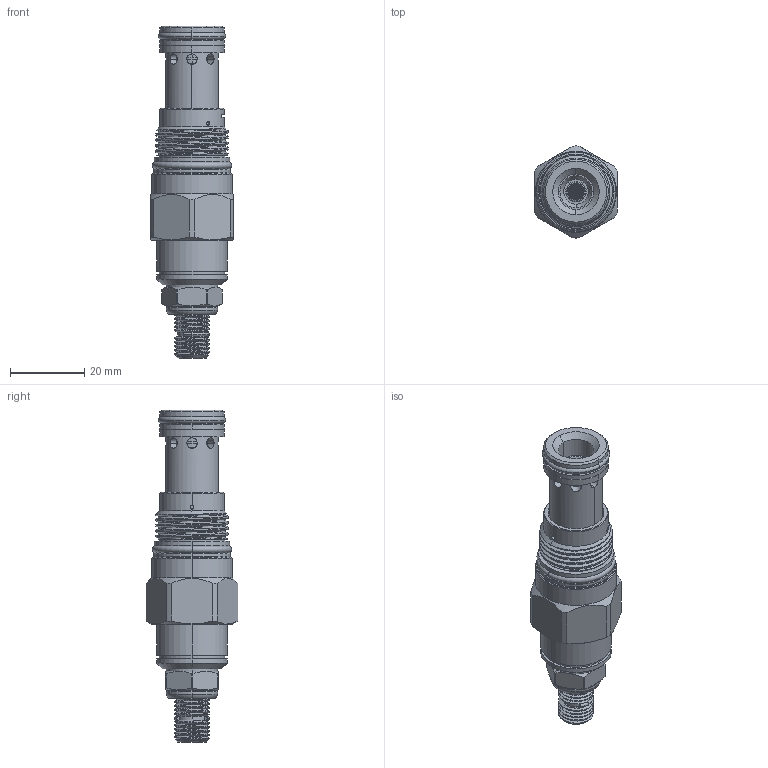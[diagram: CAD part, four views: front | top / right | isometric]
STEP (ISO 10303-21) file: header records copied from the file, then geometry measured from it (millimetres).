
FILE_DESCRIPTION (( 'STEP AP203' ), '1' );
FILE_NAME ('RP10A20-L.STEP', '2016-08-01T08:24:39', ( '' ), ( '' ), 'SwSTEP 2.0', 'SolidWorks 2012', '' );
FILE_SCHEMA (( 'CONFIG_CONTROL_DESIGN' ));
Products named in the file (1): RP10A20-L
Bounding box: 22.22 x 24.79 x 89.5 mm (x, y, z)
Volume: 20231.5 mm3; surface area: 10974 mm2
Topology: 7 solids, 7 shells, 820 faces, 2296 edges, 1457 vertices
Faces by surface type: cylinder 628, plane 67, cone 62, torus 44, bspline 15, sphere 4
Entity records: 62683 total; most frequent: CARTESIAN_POINT 42970, ORIENTED_EDGE 4584, DIRECTION 3168, EDGE_CURVE 2292, VERTEX_POINT 1457, AXIS2_PLACEMENT_3D 1232, EDGE_LOOP 1227, B_SPLINE_CURVE_WITH_KNOTS 974
